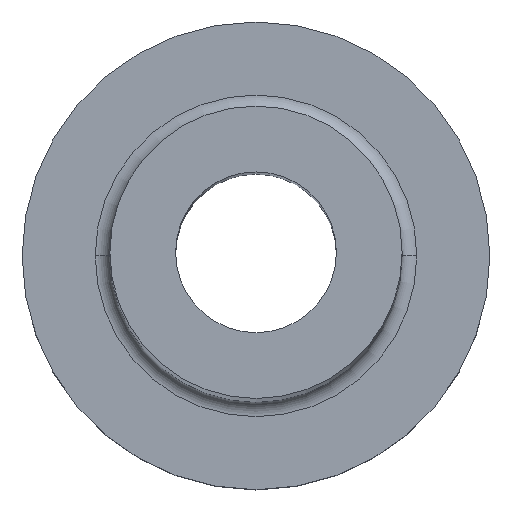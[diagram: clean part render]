
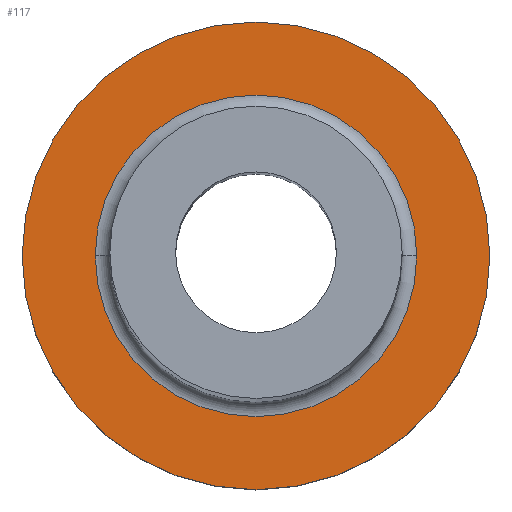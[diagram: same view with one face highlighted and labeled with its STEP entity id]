
A CAD part, top view. The second image highlights one B-rep face of the part: STEP entity #117.
In plain terms, the highlighted planar face has unit normal (0, 0, 1).
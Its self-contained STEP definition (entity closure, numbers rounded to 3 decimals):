
#2 = AXIS2_PLACEMENT_3D ( 'NONE', #261, #364, #54 ) ;
#9 = AXIS2_PLACEMENT_3D ( 'NONE', #152, #443, #441 ) ;
#22 = AXIS2_PLACEMENT_3D ( 'NONE', #224, #269, #160 ) ;
#26 = ORIENTED_EDGE ( 'NONE', *, *, #240, .T. ) ;
#30 = FACE_OUTER_BOUND ( 'NONE', #121, .T. ) ;
#54 = DIRECTION ( 'NONE',  ( 1., 0., 0. ) ) ;
#56 = ORIENTED_EDGE ( 'NONE', *, *, #414, .T. ) ;
#60 = CIRCLE ( 'NONE', #383, 5.5 ) ;
#83 = DIRECTION ( 'NONE',  ( 1., 0., 0. ) ) ;
#97 = AXIS2_PLACEMENT_3D ( 'NONE', #460, #137, #423 ) ;
#117 = ADVANCED_FACE ( 'NONE', ( #246, #30 ), #168, .T. ) ;
#121 = EDGE_LOOP ( 'NONE', ( #136, #56 ) ) ;
#136 = ORIENTED_EDGE ( 'NONE', *, *, #385, .T. ) ;
#137 = DIRECTION ( 'NONE',  ( 0., 0., 1. ) ) ;
#143 = CIRCLE ( 'NONE', #22, 8. ) ;
#152 = CARTESIAN_POINT ( 'NONE',  ( 0., 0., 5. ) ) ;
#160 = DIRECTION ( 'NONE',  ( 1., 0., 0. ) ) ;
#168 = PLANE ( 'NONE',  #97 ) ;
#184 = CARTESIAN_POINT ( 'NONE',  ( 8., 0., 5. ) ) ;
#209 = EDGE_CURVE ( 'NONE', #335, #393, #237, .T. ) ;
#224 = CARTESIAN_POINT ( 'NONE',  ( 0., 0., 5. ) ) ;
#227 = VERTEX_POINT ( 'NONE', #363 ) ;
#232 = EDGE_LOOP ( 'NONE', ( #379, #26 ) ) ;
#237 = CIRCLE ( 'NONE', #9, 5.5 ) ;
#240 = EDGE_CURVE ( 'NONE', #393, #335, #60, .T. ) ;
#246 = FACE_BOUND ( 'NONE', #232, .T. ) ;
#261 = CARTESIAN_POINT ( 'NONE',  ( 0., 0., 5. ) ) ;
#269 = DIRECTION ( 'NONE',  ( 0., 0., 1. ) ) ;
#307 = VERTEX_POINT ( 'NONE', #184 ) ;
#335 = VERTEX_POINT ( 'NONE', #390 ) ;
#362 = CARTESIAN_POINT ( 'NONE',  ( -5.5, 0., 5. ) ) ;
#363 = CARTESIAN_POINT ( 'NONE',  ( -8., 0., 5. ) ) ;
#364 = DIRECTION ( 'NONE',  ( 0., 0., 1. ) ) ;
#379 = ORIENTED_EDGE ( 'NONE', *, *, #209, .T. ) ;
#383 = AXIS2_PLACEMENT_3D ( 'NONE', #394, #403, #83 ) ;
#385 = EDGE_CURVE ( 'NONE', #227, #307, #434, .T. ) ;
#390 = CARTESIAN_POINT ( 'NONE',  ( 5.5, 0., 5. ) ) ;
#393 = VERTEX_POINT ( 'NONE', #362 ) ;
#394 = CARTESIAN_POINT ( 'NONE',  ( 0., 0., 5. ) ) ;
#403 = DIRECTION ( 'NONE',  ( 0., 0., -1. ) ) ;
#414 = EDGE_CURVE ( 'NONE', #307, #227, #143, .T. ) ;
#423 = DIRECTION ( 'NONE',  ( 1., 0., 0. ) ) ;
#434 = CIRCLE ( 'NONE', #2, 8. ) ;
#441 = DIRECTION ( 'NONE',  ( 1., 0., 0. ) ) ;
#443 = DIRECTION ( 'NONE',  ( 0., 0., -1. ) ) ;
#460 = CARTESIAN_POINT ( 'NONE',  ( 0., 0., 5. ) ) ;
